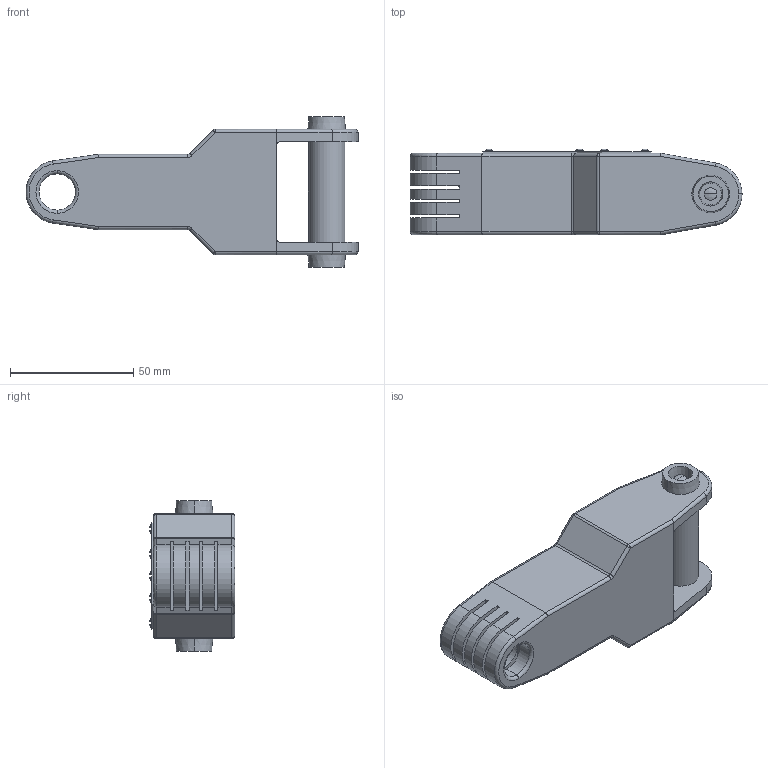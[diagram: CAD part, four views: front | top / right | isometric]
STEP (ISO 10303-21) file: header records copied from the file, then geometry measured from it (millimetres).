
FILE_DESCRIPTION((''),'2;1');
FILE_NAME('SM_SROBOT_FOREARM','2021-08-20T',('Home'),(''),'CREO PARAMETRIC BY PTC INC, 2014350','CREO PARAMETRIC BY PTC INC, 2014350','');
FILE_SCHEMA(('CONFIG_CONTROL_DESIGN'));
Length unit declared in the file: millimetre
Products named in the file (1): SM_SROBOT_FOREARM
Bounding box: 134.58 x 34.72 x 60.96 mm (x, y, z)
Volume: 127800.6 mm3; surface area: 25327 mm2
Topology: 1 solids, 1 shells, 185 faces, 449 edges, 279 vertices
Faces by surface type: cylinder 78, plane 60, sphere 26, torus 13, cone 8
Entity records: 5506 total; most frequent: DIRECTION 1005, CARTESIAN_POINT 980, ORIENTED_EDGE 890, EDGE_CURVE 445, AXIS2_PLACEMENT_3D 387, VERTEX_POINT 279, VECTOR 231, LINE 231
